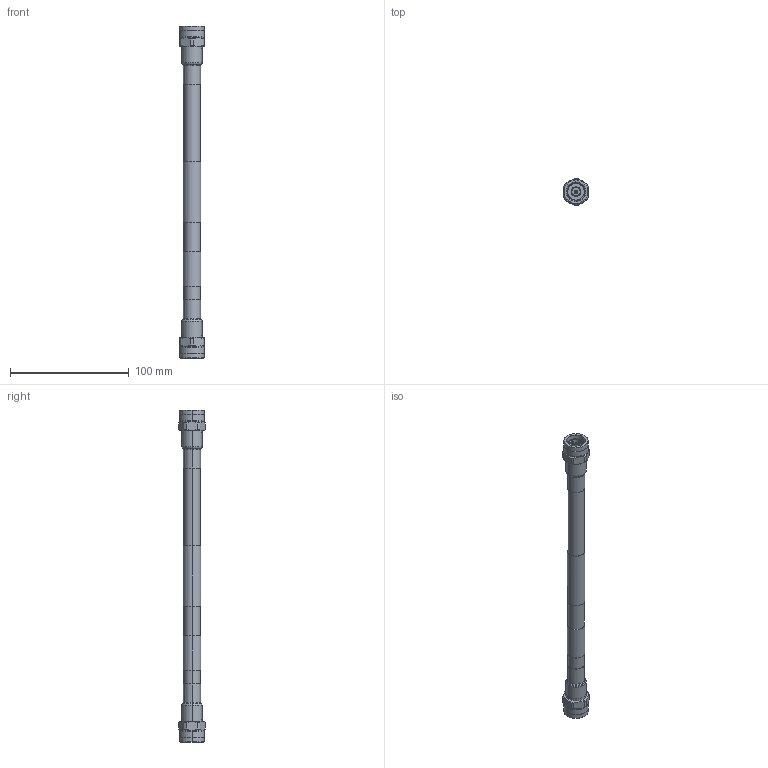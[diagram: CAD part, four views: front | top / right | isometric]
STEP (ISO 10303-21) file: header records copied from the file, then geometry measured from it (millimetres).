
FILE_DESCRIPTION (( 'STEP AP214' ), '1' );
FILE_NAME ('LCCA31010.step', '2022-10-04T19:13:02', ( '' ), ( '' ), 'SwSTEP 2.0', 'SolidWorks 2021', '' );
FILE_SCHEMA (( 'AUTOMOTIVE_DESIGN' ));
Length unit declared in the file: inch
Products named in the file (3): SPF-500^LCCA31010_SPF-500; LCCA31010; TC-500-NM-LP^LCCA31010_Exp.
Assembly tree (3 placements, depth 2):
  LCCA31010
    SPF-500^LCCA31010_SPF-500
    TC-500-NM-LP^LCCA31010_Exp.  x2
Bounding box: 20.92 x 22.59 x 279.1 mm (x, y, z)
Volume: 44974.8 mm3; surface area: 23907.4 mm2
Topology: 3 solids, 3 shells, 270 faces, 654 edges, 412 vertices
Faces by surface type: cylinder 104, plane 74, cone 66, torus 16, bspline 10
Entity records: 5405 total; most frequent: CARTESIAN_POINT 1906, DIRECTION 721, ORIENTED_EDGE 684, EDGE_CURVE 342, AXIS2_PLACEMENT_3D 299, VERTEX_POINT 216, EDGE_LOOP 158, CIRCLE 155
